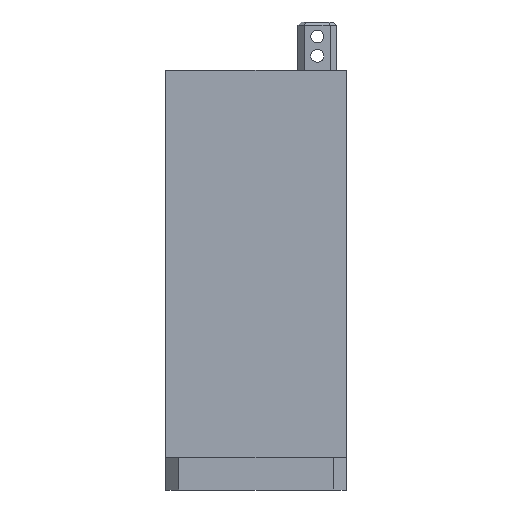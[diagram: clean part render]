
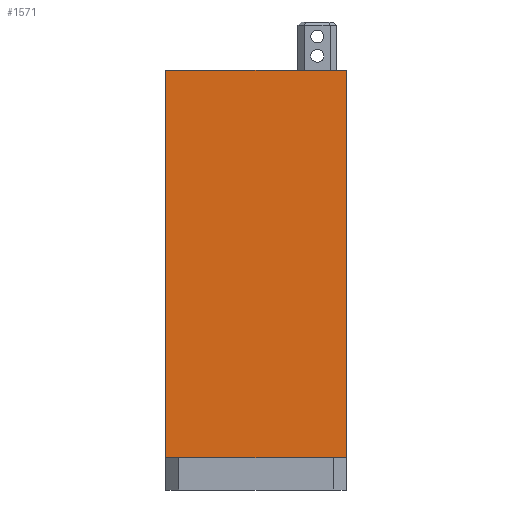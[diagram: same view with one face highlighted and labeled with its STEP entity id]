
A CAD part, front view. The second image highlights one B-rep face of the part: STEP entity #1571.
In plain terms, the highlighted face is planar.
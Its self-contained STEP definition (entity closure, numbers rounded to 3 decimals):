
#182 = CARTESIAN_POINT ( 'NONE',  ( -28., 130., 12.5 ) ) ;
#360 = EDGE_CURVE ( 'NONE', #2560, #1495, #2094, .T. ) ;
#454 = DIRECTION ( 'NONE',  ( 0., 1., 0. ) ) ;
#491 = CARTESIAN_POINT ( 'NONE',  ( 28., 130., 12.5 ) ) ;
#547 = AXIS2_PLACEMENT_3D ( 'NONE', #1552, #1113, #3613 ) ;
#610 = DIRECTION ( 'NONE',  ( 1., 0., 0. ) ) ;
#757 = LINE ( 'NONE', #182, #5113 ) ;
#854 = CARTESIAN_POINT ( 'NONE',  ( 28., 130., 12.5 ) ) ;
#922 = CARTESIAN_POINT ( 'NONE',  ( -28., 130., 12.5 ) ) ;
#1113 = DIRECTION ( 'NONE',  ( 0., 0., 1. ) ) ;
#1127 = ORIENTED_EDGE ( 'NONE', *, *, #5174, .F. ) ;
#1302 = VERTEX_POINT ( 'NONE', #4233 ) ;
#1495 = VERTEX_POINT ( 'NONE', #3487 ) ;
#1552 = CARTESIAN_POINT ( 'NONE',  ( -28., 130., 12.5 ) ) ;
#1571 = ADVANCED_FACE ( 'NONE', ( #2581 ), #4065, .T. ) ;
#1674 = VECTOR ( 'NONE', #4290, 1000. ) ;
#2094 = LINE ( 'NONE', #491, #5330 ) ;
#2480 = VERTEX_POINT ( 'NONE', #3328 ) ;
#2560 = VERTEX_POINT ( 'NONE', #854 ) ;
#2581 = FACE_OUTER_BOUND ( 'NONE', #5449, .T. ) ;
#2772 = LINE ( 'NONE', #5090, #1674 ) ;
#2811 = EDGE_CURVE ( 'NONE', #2480, #2560, #757, .T. ) ;
#3328 = CARTESIAN_POINT ( 'NONE',  ( -28., 130., 12.5 ) ) ;
#3487 = CARTESIAN_POINT ( 'NONE',  ( 28., 10., 12.5 ) ) ;
#3565 = VECTOR ( 'NONE', #454, 1000. ) ;
#3613 = DIRECTION ( 'NONE',  ( -1., 0., 0. ) ) ;
#3812 = DIRECTION ( 'NONE',  ( 0., -1., 0. ) ) ;
#3863 = ORIENTED_EDGE ( 'NONE', *, *, #2811, .F. ) ;
#3994 = ORIENTED_EDGE ( 'NONE', *, *, #5120, .F. ) ;
#4024 = LINE ( 'NONE', #922, #3565 ) ;
#4065 = PLANE ( 'NONE',  #547 ) ;
#4233 = CARTESIAN_POINT ( 'NONE',  ( -28., 10., 12.5 ) ) ;
#4238 = ORIENTED_EDGE ( 'NONE', *, *, #360, .F. ) ;
#4290 = DIRECTION ( 'NONE',  ( -1., 0., 0. ) ) ;
#5090 = CARTESIAN_POINT ( 'NONE',  ( -28., 10., 12.5 ) ) ;
#5113 = VECTOR ( 'NONE', #610, 1000. ) ;
#5120 = EDGE_CURVE ( 'NONE', #1302, #2480, #4024, .T. ) ;
#5174 = EDGE_CURVE ( 'NONE', #1495, #1302, #2772, .T. ) ;
#5330 = VECTOR ( 'NONE', #3812, 1000. ) ;
#5449 = EDGE_LOOP ( 'NONE', ( #3994, #1127, #4238, #3863 ) ) ;
